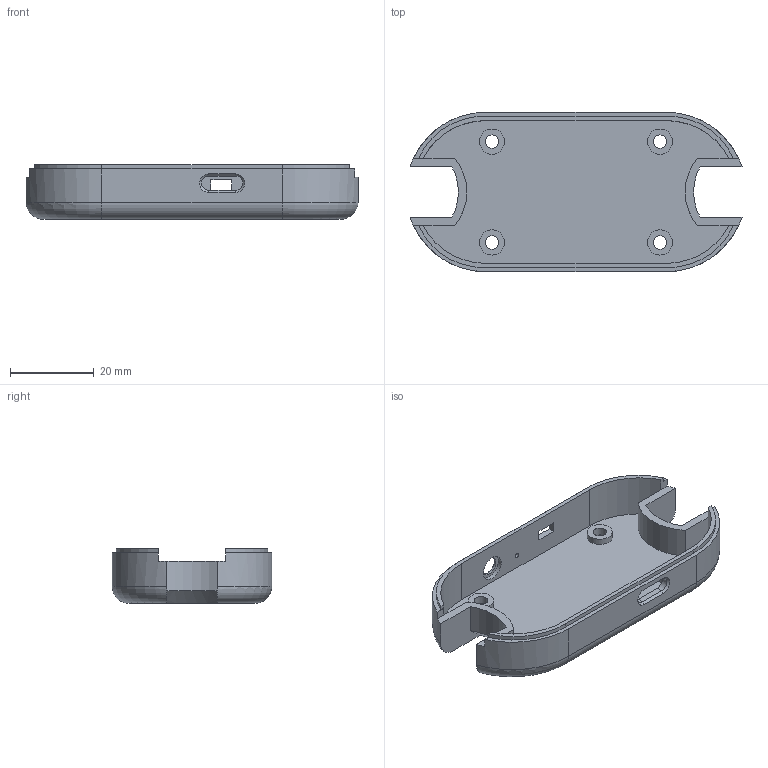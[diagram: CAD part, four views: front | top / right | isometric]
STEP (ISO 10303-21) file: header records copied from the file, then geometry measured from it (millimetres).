
FILE_DESCRIPTION(('FreeCAD Model'),'2;1');
FILE_NAME('Open CASCADE Shape Model','2025-10-24T15:44:52',(''),(''), 'Open CASCADE STEP processor 7.8','FreeCAD','Unknown');
FILE_SCHEMA(('AUTOMOTIVE_DESIGN { 1 0 10303 214 1 1 1 1 }'));
Length unit declared in the file: millimetre
Products named in the file (1): bottom
Bounding box: 79.06 x 38 x 13 mm (x, y, z)
Volume: 9471.1 mm3; surface area: 10218.6 mm2
Topology: 1 solids, 1 shells, 218 faces, 601 edges, 395 vertices
Faces by surface type: extrusion 113, plane 59, cylinder 35, cone 6, torus 4, bspline 1
Full cylindrical faces by diameter (mm): 1.2 x1, 3.2 x4, 4.5 x1, 6 x9
Entity records: 7458 total; most frequent: CARTESIAN_POINT 2272, ORIENTED_EDGE 1186, DIRECTION 774, EDGE_CURVE 593, VERTEX_POINT 391, VECTOR 382, B_SPLINE_CURVE_WITH_KNOTS 346, LINE 269
